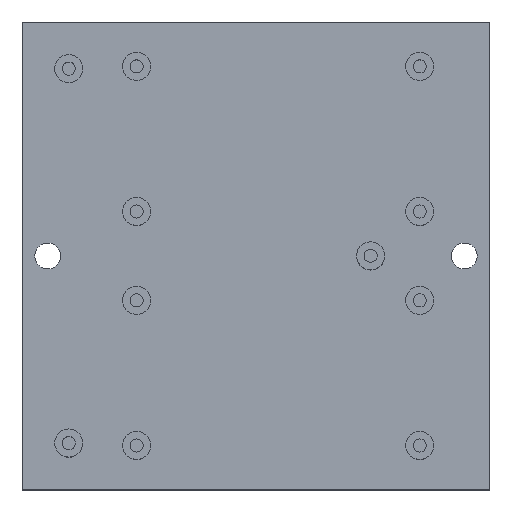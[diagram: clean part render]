
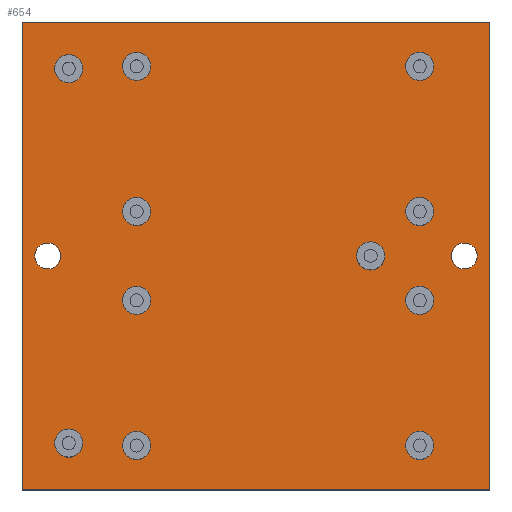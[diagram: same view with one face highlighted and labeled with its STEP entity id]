
A CAD part, top view. The second image highlights one B-rep face of the part: STEP entity #654.
In plain terms, the highlighted planar face has unit normal (0, 0, 1).
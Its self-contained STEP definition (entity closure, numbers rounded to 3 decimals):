
#16=FACE_BOUND('',#126,.T.);
#17=FACE_BOUND('',#127,.T.);
#18=FACE_BOUND('',#128,.T.);
#19=FACE_BOUND('',#129,.T.);
#20=FACE_BOUND('',#130,.T.);
#21=FACE_BOUND('',#131,.T.);
#22=FACE_BOUND('',#132,.T.);
#23=FACE_BOUND('',#133,.T.);
#24=FACE_BOUND('',#134,.T.);
#25=FACE_BOUND('',#135,.T.);
#26=FACE_BOUND('',#136,.T.);
#27=FACE_BOUND('',#137,.T.);
#28=FACE_BOUND('',#138,.T.);
#42=PLANE('',#724);
#72=FACE_OUTER_BOUND('',#125,.T.);
#125=EDGE_LOOP('',(#469,#470,#471,#472));
#126=EDGE_LOOP('',(#473));
#127=EDGE_LOOP('',(#474));
#128=EDGE_LOOP('',(#475));
#129=EDGE_LOOP('',(#476));
#130=EDGE_LOOP('',(#477));
#131=EDGE_LOOP('',(#478));
#132=EDGE_LOOP('',(#479));
#133=EDGE_LOOP('',(#480));
#134=EDGE_LOOP('',(#481));
#135=EDGE_LOOP('',(#482));
#136=EDGE_LOOP('',(#483));
#137=EDGE_LOOP('',(#484));
#138=EDGE_LOOP('',(#485));
#201=LINE('',#1072,#237);
#202=LINE('',#1074,#238);
#203=LINE('',#1076,#239);
#204=LINE('',#1077,#240);
#237=VECTOR('',#837,10.);
#238=VECTOR('',#838,10.);
#239=VECTOR('',#839,10.);
#240=VECTOR('',#840,10.);
#274=CIRCLE('',#722,3.);
#275=CIRCLE('',#725,3.);
#276=CIRCLE('',#726,3.);
#277=CIRCLE('',#727,3.);
#278=CIRCLE('',#728,3.);
#279=CIRCLE('',#729,3.);
#280=CIRCLE('',#730,2.75);
#281=CIRCLE('',#731,2.75);
#282=CIRCLE('',#732,3.);
#283=CIRCLE('',#733,3.);
#284=CIRCLE('',#734,3.);
#285=CIRCLE('',#735,3.);
#286=CIRCLE('',#736,3.);
#322=VERTEX_POINT('',#1065);
#323=VERTEX_POINT('',#1070);
#324=VERTEX_POINT('',#1071);
#325=VERTEX_POINT('',#1073);
#326=VERTEX_POINT('',#1075);
#327=VERTEX_POINT('',#1078);
#328=VERTEX_POINT('',#1080);
#329=VERTEX_POINT('',#1082);
#330=VERTEX_POINT('',#1084);
#331=VERTEX_POINT('',#1086);
#332=VERTEX_POINT('',#1088);
#333=VERTEX_POINT('',#1090);
#334=VERTEX_POINT('',#1092);
#335=VERTEX_POINT('',#1094);
#336=VERTEX_POINT('',#1096);
#337=VERTEX_POINT('',#1098);
#338=VERTEX_POINT('',#1100);
#380=EDGE_CURVE('',#322,#322,#274,.T.);
#381=EDGE_CURVE('',#323,#324,#201,.T.);
#382=EDGE_CURVE('',#324,#325,#202,.T.);
#383=EDGE_CURVE('',#325,#326,#203,.T.);
#384=EDGE_CURVE('',#326,#323,#204,.T.);
#385=EDGE_CURVE('',#327,#327,#275,.T.);
#386=EDGE_CURVE('',#328,#328,#276,.T.);
#387=EDGE_CURVE('',#329,#329,#277,.T.);
#388=EDGE_CURVE('',#330,#330,#278,.T.);
#389=EDGE_CURVE('',#331,#331,#279,.T.);
#390=EDGE_CURVE('',#332,#332,#280,.T.);
#391=EDGE_CURVE('',#333,#333,#281,.T.);
#392=EDGE_CURVE('',#334,#334,#282,.T.);
#393=EDGE_CURVE('',#335,#335,#283,.T.);
#394=EDGE_CURVE('',#336,#336,#284,.T.);
#395=EDGE_CURVE('',#337,#337,#285,.T.);
#396=EDGE_CURVE('',#338,#338,#286,.T.);
#469=ORIENTED_EDGE('',*,*,#381,.T.);
#470=ORIENTED_EDGE('',*,*,#382,.T.);
#471=ORIENTED_EDGE('',*,*,#383,.T.);
#472=ORIENTED_EDGE('',*,*,#384,.T.);
#473=ORIENTED_EDGE('',*,*,#385,.T.);
#474=ORIENTED_EDGE('',*,*,#386,.T.);
#475=ORIENTED_EDGE('',*,*,#387,.T.);
#476=ORIENTED_EDGE('',*,*,#388,.T.);
#477=ORIENTED_EDGE('',*,*,#389,.T.);
#478=ORIENTED_EDGE('',*,*,#390,.T.);
#479=ORIENTED_EDGE('',*,*,#391,.T.);
#480=ORIENTED_EDGE('',*,*,#392,.T.);
#481=ORIENTED_EDGE('',*,*,#393,.T.);
#482=ORIENTED_EDGE('',*,*,#394,.T.);
#483=ORIENTED_EDGE('',*,*,#395,.T.);
#484=ORIENTED_EDGE('',*,*,#396,.T.);
#485=ORIENTED_EDGE('',*,*,#380,.T.);
#654=ADVANCED_FACE('',(#72,#16,#17,#18,#19,#20,#21,#22,#23,#24,#25,#26,
#27,#28),#42,.T.);
#722=AXIS2_PLACEMENT_3D('',#1067,#831,#832);
#724=AXIS2_PLACEMENT_3D('',#1069,#835,#836);
#725=AXIS2_PLACEMENT_3D('',#1079,#841,#842);
#726=AXIS2_PLACEMENT_3D('',#1081,#843,#844);
#727=AXIS2_PLACEMENT_3D('',#1083,#845,#846);
#728=AXIS2_PLACEMENT_3D('',#1085,#847,#848);
#729=AXIS2_PLACEMENT_3D('',#1087,#849,#850);
#730=AXIS2_PLACEMENT_3D('',#1089,#851,#852);
#731=AXIS2_PLACEMENT_3D('',#1091,#853,#854);
#732=AXIS2_PLACEMENT_3D('',#1093,#855,#856);
#733=AXIS2_PLACEMENT_3D('',#1095,#857,#858);
#734=AXIS2_PLACEMENT_3D('',#1097,#859,#860);
#735=AXIS2_PLACEMENT_3D('',#1099,#861,#862);
#736=AXIS2_PLACEMENT_3D('',#1101,#863,#864);
#831=DIRECTION('center_axis',(0.,0.,-1.));
#832=DIRECTION('ref_axis',(-1.,0.,0.));
#835=DIRECTION('center_axis',(0.,0.,1.));
#836=DIRECTION('ref_axis',(1.,0.,0.));
#837=DIRECTION('',(-1.,0.,0.));
#838=DIRECTION('',(0.,-1.,0.));
#839=DIRECTION('',(1.,0.,0.));
#840=DIRECTION('',(0.,1.,0.));
#841=DIRECTION('center_axis',(0.,0.,-1.));
#842=DIRECTION('ref_axis',(-1.,0.,0.));
#843=DIRECTION('center_axis',(0.,0.,-1.));
#844=DIRECTION('ref_axis',(-1.,0.,0.));
#845=DIRECTION('center_axis',(0.,0.,-1.));
#846=DIRECTION('ref_axis',(-1.,0.,0.));
#847=DIRECTION('center_axis',(0.,0.,-1.));
#848=DIRECTION('ref_axis',(-1.,0.,0.));
#849=DIRECTION('center_axis',(0.,0.,-1.));
#850=DIRECTION('ref_axis',(-1.,0.,0.));
#851=DIRECTION('center_axis',(0.,0.,-1.));
#852=DIRECTION('ref_axis',(-1.,0.,0.));
#853=DIRECTION('center_axis',(0.,0.,-1.));
#854=DIRECTION('ref_axis',(-1.,0.,0.));
#855=DIRECTION('center_axis',(0.,0.,-1.));
#856=DIRECTION('ref_axis',(-1.,0.,0.));
#857=DIRECTION('center_axis',(0.,0.,-1.));
#858=DIRECTION('ref_axis',(-1.,0.,0.));
#859=DIRECTION('center_axis',(0.,0.,-1.));
#860=DIRECTION('ref_axis',(-1.,0.,0.));
#861=DIRECTION('center_axis',(0.,0.,-1.));
#862=DIRECTION('ref_axis',(-1.,0.,0.));
#863=DIRECTION('center_axis',(0.,0.,-1.));
#864=DIRECTION('ref_axis',(-1.,0.,0.));
#1065=CARTESIAN_POINT('',(-37.,-40.,2.));
#1067=CARTESIAN_POINT('Origin',(-40.,-40.,2.));
#1069=CARTESIAN_POINT('Origin',(0.,0.,2.));
#1070=CARTESIAN_POINT('',(50.,50.,2.));
#1071=CARTESIAN_POINT('',(-50.,50.,2.));
#1072=CARTESIAN_POINT('',(-50.,50.,2.));
#1073=CARTESIAN_POINT('',(-50.,-50.,2.));
#1074=CARTESIAN_POINT('',(-50.,-50.,2.));
#1075=CARTESIAN_POINT('',(50.,-50.,2.));
#1076=CARTESIAN_POINT('',(50.,-50.,2.));
#1077=CARTESIAN_POINT('',(50.,50.,2.));
#1078=CARTESIAN_POINT('',(-37.,40.,2.));
#1079=CARTESIAN_POINT('Origin',(-40.,40.,2.));
#1080=CARTESIAN_POINT('',(38.,40.5,2.));
#1081=CARTESIAN_POINT('Origin',(35.,40.5,2.));
#1082=CARTESIAN_POINT('',(-22.5,40.5,2.));
#1083=CARTESIAN_POINT('Origin',(-25.5,40.5,2.));
#1084=CARTESIAN_POINT('',(38.,9.5,2.));
#1085=CARTESIAN_POINT('Origin',(35.,9.5,2.));
#1086=CARTESIAN_POINT('',(-22.5,9.5,2.));
#1087=CARTESIAN_POINT('Origin',(-25.5,9.5,2.));
#1088=CARTESIAN_POINT('',(47.25,0.,2.));
#1089=CARTESIAN_POINT('Origin',(44.5,0.,2.));
#1090=CARTESIAN_POINT('',(-41.75,0.,2.));
#1091=CARTESIAN_POINT('Origin',(-44.5,0.,2.));
#1092=CARTESIAN_POINT('',(38.,-9.5,2.));
#1093=CARTESIAN_POINT('Origin',(35.,-9.5,2.));
#1094=CARTESIAN_POINT('',(-22.5,-9.5,2.));
#1095=CARTESIAN_POINT('Origin',(-25.5,-9.5,2.));
#1096=CARTESIAN_POINT('',(38.,-40.5,2.));
#1097=CARTESIAN_POINT('Origin',(35.,-40.5,2.));
#1098=CARTESIAN_POINT('',(-22.5,-40.5,2.));
#1099=CARTESIAN_POINT('Origin',(-25.5,-40.5,2.));
#1100=CARTESIAN_POINT('',(27.5,0.,2.));
#1101=CARTESIAN_POINT('Origin',(24.5,0.,2.));
